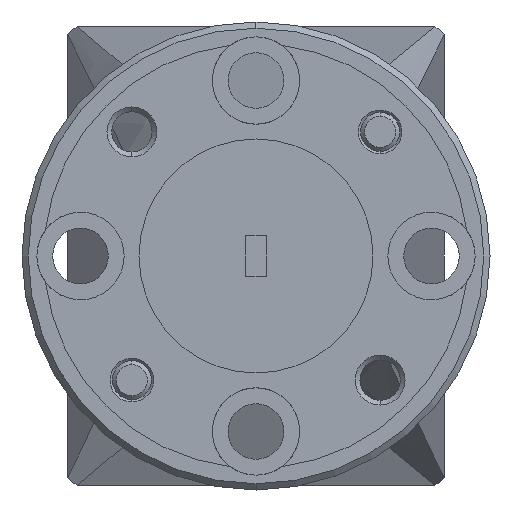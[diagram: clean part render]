
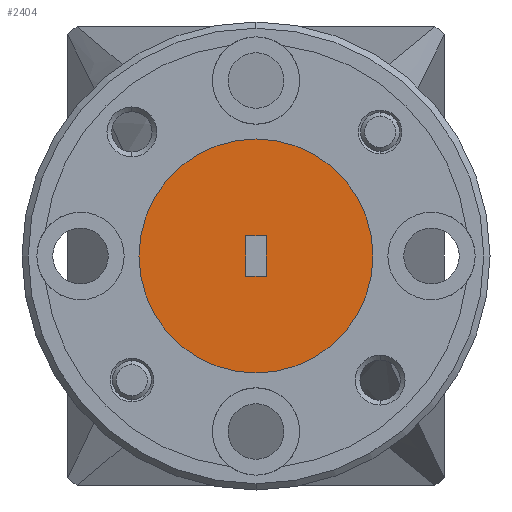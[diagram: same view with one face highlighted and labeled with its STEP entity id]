
A CAD part, left-side view. The second image highlights one B-rep face of the part: STEP entity #2404.
In plain terms, the highlighted planar face has unit normal (-1, 0, 0).
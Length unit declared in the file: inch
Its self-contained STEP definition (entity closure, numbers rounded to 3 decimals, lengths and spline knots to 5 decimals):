
#79 = CARTESIAN_POINT ( 'NONE',  ( 0., 0., -0.1875 ) ) ;
#134 = EDGE_CURVE ( 'NONE', #1964, #1872, #2031, .T. ) ;
#146 = DIRECTION ( 'NONE',  ( 0., 1., 0. ) ) ;
#254 = CIRCLE ( 'NONE', #1877, 0.1875 ) ;
#270 = CARTESIAN_POINT ( 'NONE',  ( 0., 0.01625, 0.0325 ) ) ;
#342 = ORIENTED_EDGE ( 'NONE', *, *, #1052, .F. ) ;
#349 = DIRECTION ( 'NONE',  ( 0., 0., 1. ) ) ;
#419 = ORIENTED_EDGE ( 'NONE', *, *, #1819, .T. ) ;
#423 = CARTESIAN_POINT ( 'NONE',  ( 0., 0.01625, -0.0325 ) ) ;
#453 = CARTESIAN_POINT ( 'NONE',  ( 0., -0.01625, 0.0325 ) ) ;
#479 = CARTESIAN_POINT ( 'NONE',  ( 0., 0.01625, -0.0325 ) ) ;
#624 = VECTOR ( 'NONE', #2575, 39.37008 ) ;
#640 = VECTOR ( 'NONE', #146, 39.37008 ) ;
#770 = EDGE_CURVE ( 'NONE', #1872, #1116, #848, .T. ) ;
#807 = VECTOR ( 'NONE', #1283, 39.37008 ) ;
#848 = LINE ( 'NONE', #1256, #624 ) ;
#883 = EDGE_CURVE ( 'NONE', #2156, #1747, #1577, .T. ) ;
#960 = LINE ( 'NONE', #1407, #640 ) ;
#1021 = FACE_OUTER_BOUND ( 'NONE', #1307, .T. ) ;
#1029 = VECTOR ( 'NONE', #1777, 39.37008 ) ;
#1052 = EDGE_CURVE ( 'NONE', #1741, #1964, #1102, .T. ) ;
#1102 = LINE ( 'NONE', #479, #807 ) ;
#1116 = VERTEX_POINT ( 'NONE', #453 ) ;
#1117 = DIRECTION ( 'NONE',  ( 0., 0., 1. ) ) ;
#1132 = CARTESIAN_POINT ( 'NONE',  ( 0., 0., 0.1875 ) ) ;
#1158 = CARTESIAN_POINT ( 'NONE',  ( 0., 0., 0. ) ) ;
#1162 = AXIS2_PLACEMENT_3D ( 'NONE', #2356, #2303, #349 ) ;
#1229 = ORIENTED_EDGE ( 'NONE', *, *, #134, .F. ) ;
#1256 = CARTESIAN_POINT ( 'NONE',  ( 0., -0.01625, -0.0325 ) ) ;
#1283 = DIRECTION ( 'NONE',  ( 0., 0., -1. ) ) ;
#1307 = EDGE_LOOP ( 'NONE', ( #419, #1488 ) ) ;
#1383 = ORIENTED_EDGE ( 'NONE', *, *, #2372, .F. ) ;
#1407 = CARTESIAN_POINT ( 'NONE',  ( 0., 0.01625, 0.0325 ) ) ;
#1464 = ORIENTED_EDGE ( 'NONE', *, *, #770, .F. ) ;
#1478 = CARTESIAN_POINT ( 'NONE',  ( 0., 0., 0. ) ) ;
#1488 = ORIENTED_EDGE ( 'NONE', *, *, #883, .T. ) ;
#1577 = CIRCLE ( 'NONE', #1162, 0.1875 ) ;
#1602 = DIRECTION ( 'NONE',  ( -1., 0., 0. ) ) ;
#1705 = FACE_BOUND ( 'NONE', #2673, .T. ) ;
#1741 = VERTEX_POINT ( 'NONE', #270 ) ;
#1747 = VERTEX_POINT ( 'NONE', #1132 ) ;
#1777 = DIRECTION ( 'NONE',  ( 0., -1., 0. ) ) ;
#1819 = EDGE_CURVE ( 'NONE', #1747, #2156, #254, .T. ) ;
#1865 = AXIS2_PLACEMENT_3D ( 'NONE', #1478, #2141, #2773 ) ;
#1872 = VERTEX_POINT ( 'NONE', #2302 ) ;
#1877 = AXIS2_PLACEMENT_3D ( 'NONE', #1158, #1602, #1117 ) ;
#1891 = PLANE ( 'NONE',  #1865 ) ;
#1964 = VERTEX_POINT ( 'NONE', #423 ) ;
#2002 = CARTESIAN_POINT ( 'NONE',  ( 0., 0.01625, -0.0325 ) ) ;
#2031 = LINE ( 'NONE', #2002, #1029 ) ;
#2141 = DIRECTION ( 'NONE',  ( -1., 0., 0. ) ) ;
#2156 = VERTEX_POINT ( 'NONE', #79 ) ;
#2302 = CARTESIAN_POINT ( 'NONE',  ( 0., -0.01625, -0.0325 ) ) ;
#2303 = DIRECTION ( 'NONE',  ( -1., 0., 0. ) ) ;
#2356 = CARTESIAN_POINT ( 'NONE',  ( 0., 0., 0. ) ) ;
#2372 = EDGE_CURVE ( 'NONE', #1116, #1741, #960, .T. ) ;
#2404 = ADVANCED_FACE ( 'NONE', ( #1705, #1021 ), #1891, .T. ) ;
#2575 = DIRECTION ( 'NONE',  ( 0., 0., 1. ) ) ;
#2673 = EDGE_LOOP ( 'NONE', ( #1383, #1464, #1229, #342 ) ) ;
#2773 = DIRECTION ( 'NONE',  ( 0., 0., 1. ) ) ;
